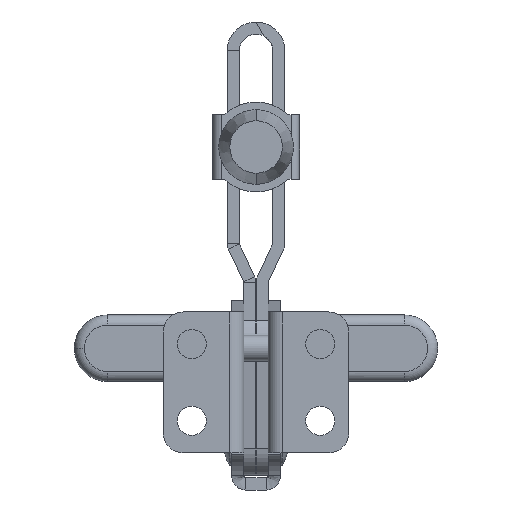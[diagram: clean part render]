
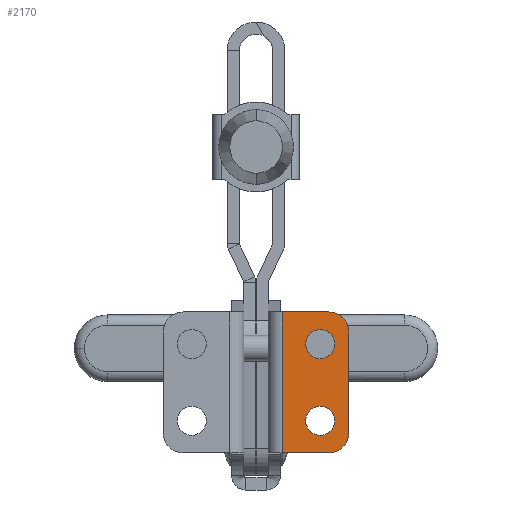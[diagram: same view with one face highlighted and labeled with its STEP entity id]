
A CAD part, front view. The second image highlights one B-rep face of the part: STEP entity #2170.
In plain terms, the highlighted planar face has unit normal (0, -1, 0).
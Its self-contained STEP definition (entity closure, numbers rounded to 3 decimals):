
#204 = EDGE_CURVE ( 'NONE', #22528, #22584, #14140, .T. ) ;
#208 = EDGE_CURVE ( 'NONE', #29782, #29666, #14161, .T. ) ;
#1018 = EDGE_CURVE ( 'NONE', #29572, #29677, #17952, .T. ) ;
#1020 = EDGE_CURVE ( 'NONE', #22584, #22528, #17955, .T. ) ;
#1021 = EDGE_CURVE ( 'NONE', #29666, #29782, #17957, .T. ) ;
#1022 = EDGE_CURVE ( 'NONE', #29572, #29074, #17958, .T. ) ;
#1023 = EDGE_CURVE ( 'NONE', #29074, #29042, #17953, .T. ) ;
#2170 = ADVANCED_FACE ( 'NONE', ( #18303, #18315, #18313 ), #19478, .F. ) ;
#4768 = AXIS2_PLACEMENT_3D ( 'NONE', #13568, #13571, #13573 ) ;
#5627 = LINE ( 'NONE', #13556, #5638 ) ;
#5631 = VECTOR ( 'NONE', #13558, 1000. ) ;
#5638 = VECTOR ( 'NONE', #13532, 1000. ) ;
#5639 = LINE ( 'NONE', #13553, #5631 ) ;
#5640 = CIRCLE ( 'NONE', #4768, 5. ) ;
#10461 = EDGE_LOOP ( 'NONE', ( #28280, #28285 ) ) ;
#10478 = EDGE_LOOP ( 'NONE', ( #28287, #28290 ) ) ;
#10495 = EDGE_LOOP ( 'NONE', ( #28291, #28293, #28300, #28303, #28308, #28309 ) ) ;
#13532 = DIRECTION ( 'NONE',  ( 0., 0., 1. ) ) ;
#13553 = CARTESIAN_POINT ( 'NONE',  ( 6., -3., 41.1 ) ) ;
#13556 = CARTESIAN_POINT ( 'NONE',  ( 23., -3., 36.1 ) ) ;
#13558 = DIRECTION ( 'NONE',  ( -1., 0., 0. ) ) ;
#13568 = CARTESIAN_POINT ( 'NONE',  ( 18., -3., 36.1 ) ) ;
#13571 = DIRECTION ( 'NONE',  ( 0., -1., 0. ) ) ;
#13573 = DIRECTION ( 'NONE',  ( -1., 0., 0. ) ) ;
#14140 = CIRCLE ( 'NONE', #15340, 3.6 ) ;
#14161 = CIRCLE ( 'NONE', #15343, 3.6 ) ;
#14484 = CARTESIAN_POINT ( 'NONE',  ( 12.3, -3., 14.15 ) ) ;
#14519 = CARTESIAN_POINT ( 'NONE',  ( 19.5, -3., 14.15 ) ) ;
#15164 = EDGE_CURVE ( 'NONE', #29042, #29039, #5627, .T. ) ;
#15165 = EDGE_CURVE ( 'NONE', #29039, #29028, #5640, .T. ) ;
#15166 = EDGE_CURVE ( 'NONE', #29028, #29677, #5639, .T. ) ;
#15340 = AXIS2_PLACEMENT_3D ( 'NONE', #27202, #27205, #27198 ) ;
#15343 = AXIS2_PLACEMENT_3D ( 'NONE', #27185, #27184, #27188 ) ;
#15622 = AXIS2_PLACEMENT_3D ( 'NONE', #29960, #29959, #29958 ) ;
#15623 = AXIS2_PLACEMENT_3D ( 'NONE', #29956, #29955, #29954 ) ;
#15624 = AXIS2_PLACEMENT_3D ( 'NONE', #29950, #29949, #29947 ) ;
#15885 = AXIS2_PLACEMENT_3D ( 'NONE', #19480, #19486, #19476 ) ;
#17331 = CARTESIAN_POINT ( 'NONE',  ( 18., -3., 41.1 ) ) ;
#17386 = CARTESIAN_POINT ( 'NONE',  ( 23., -3., 36.1 ) ) ;
#17388 = CARTESIAN_POINT ( 'NONE',  ( 23., -3., 11.2 ) ) ;
#17952 = LINE ( 'NONE', #29968, #17954 ) ;
#17953 = CIRCLE ( 'NONE', #15624, 5. ) ;
#17954 = VECTOR ( 'NONE', #29972, 1000. ) ;
#17955 = CIRCLE ( 'NONE', #15622, 3.6 ) ;
#17957 = CIRCLE ( 'NONE', #15623, 3.6 ) ;
#17958 = LINE ( 'NONE', #29962, #17960 ) ;
#17960 = VECTOR ( 'NONE', #29961, 1000. ) ;
#18303 = FACE_BOUND ( 'NONE', #10461, .T. ) ;
#18313 = FACE_OUTER_BOUND ( 'NONE', #10495, .T. ) ;
#18315 = FACE_BOUND ( 'NONE', #10478, .T. ) ;
#19476 = DIRECTION ( 'NONE',  ( -1., 0., 0. ) ) ;
#19478 = PLANE ( 'NONE',  #15885 ) ;
#19480 = CARTESIAN_POINT ( 'NONE',  ( 18., -3., 36.1 ) ) ;
#19486 = DIRECTION ( 'NONE',  ( 0., 1., 0. ) ) ;
#19978 = CARTESIAN_POINT ( 'NONE',  ( 18., -3., 6.2 ) ) ;
#22528 = VERTEX_POINT ( 'NONE', #14484 ) ;
#22584 = VERTEX_POINT ( 'NONE', #14519 ) ;
#22967 = CARTESIAN_POINT ( 'NONE',  ( 6.5, -3., 6.2 ) ) ;
#23154 = CARTESIAN_POINT ( 'NONE',  ( 19.5, -3., 33.15 ) ) ;
#23179 = CARTESIAN_POINT ( 'NONE',  ( 6.5, -3., 41.1 ) ) ;
#23590 = CARTESIAN_POINT ( 'NONE',  ( 12.3, -3., 33.15 ) ) ;
#27184 = DIRECTION ( 'NONE',  ( 0., -1., 0. ) ) ;
#27185 = CARTESIAN_POINT ( 'NONE',  ( 15.9, -3., 33.15 ) ) ;
#27188 = DIRECTION ( 'NONE',  ( 1., 0., 0. ) ) ;
#27198 = DIRECTION ( 'NONE',  ( 1., 0., 0. ) ) ;
#27202 = CARTESIAN_POINT ( 'NONE',  ( 15.9, -3., 14.15 ) ) ;
#27205 = DIRECTION ( 'NONE',  ( 0., -1., 0. ) ) ;
#28280 = ORIENTED_EDGE ( 'NONE', *, *, #204, .F. ) ;
#28285 = ORIENTED_EDGE ( 'NONE', *, *, #1020, .F. ) ;
#28287 = ORIENTED_EDGE ( 'NONE', *, *, #208, .F. ) ;
#28290 = ORIENTED_EDGE ( 'NONE', *, *, #1021, .F. ) ;
#28291 = ORIENTED_EDGE ( 'NONE', *, *, #1018, .F. ) ;
#28293 = ORIENTED_EDGE ( 'NONE', *, *, #1022, .T. ) ;
#28300 = ORIENTED_EDGE ( 'NONE', *, *, #1023, .T. ) ;
#28303 = ORIENTED_EDGE ( 'NONE', *, *, #15164, .T. ) ;
#28308 = ORIENTED_EDGE ( 'NONE', *, *, #15165, .T. ) ;
#28309 = ORIENTED_EDGE ( 'NONE', *, *, #15166, .T. ) ;
#29028 = VERTEX_POINT ( 'NONE', #17331 ) ;
#29039 = VERTEX_POINT ( 'NONE', #17386 ) ;
#29042 = VERTEX_POINT ( 'NONE', #17388 ) ;
#29074 = VERTEX_POINT ( 'NONE', #19978 ) ;
#29572 = VERTEX_POINT ( 'NONE', #22967 ) ;
#29666 = VERTEX_POINT ( 'NONE', #23154 ) ;
#29677 = VERTEX_POINT ( 'NONE', #23179 ) ;
#29782 = VERTEX_POINT ( 'NONE', #23590 ) ;
#29947 = DIRECTION ( 'NONE',  ( -1., 0., 0. ) ) ;
#29949 = DIRECTION ( 'NONE',  ( 0., -1., 0. ) ) ;
#29950 = CARTESIAN_POINT ( 'NONE',  ( 18., -3., 11.2 ) ) ;
#29954 = DIRECTION ( 'NONE',  ( 1., 0., 0. ) ) ;
#29955 = DIRECTION ( 'NONE',  ( 0., -1., 0. ) ) ;
#29956 = CARTESIAN_POINT ( 'NONE',  ( 15.9, -3., 33.15 ) ) ;
#29958 = DIRECTION ( 'NONE',  ( 1., 0., 0. ) ) ;
#29959 = DIRECTION ( 'NONE',  ( 0., -1., 0. ) ) ;
#29960 = CARTESIAN_POINT ( 'NONE',  ( 15.9, -3., 14.15 ) ) ;
#29961 = DIRECTION ( 'NONE',  ( 1., 0., 0. ) ) ;
#29962 = CARTESIAN_POINT ( 'NONE',  ( 18., -3., 6.2 ) ) ;
#29968 = CARTESIAN_POINT ( 'NONE',  ( 6.5, -3., 36.1 ) ) ;
#29972 = DIRECTION ( 'NONE',  ( 0., 0., 1. ) ) ;
